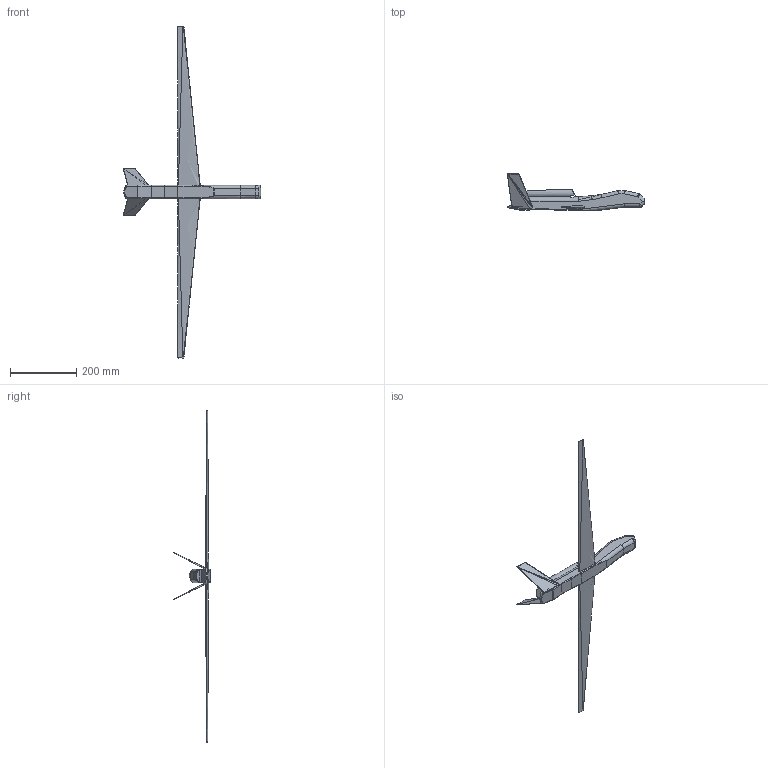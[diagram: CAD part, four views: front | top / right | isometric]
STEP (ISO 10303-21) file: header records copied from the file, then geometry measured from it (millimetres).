
FILE_DESCRIPTION(/* description */ (''),/* implementation_level */ '2;1');
FILE_NAME(/* name */ 'globalhawkModel.step',/* time_stamp */ '2017-10-13T18:52:21+01:00',/* author */ ('douthwaiteja'),/* organization */ (''),/* preprocessor_version */ 'ST-DEVELOPER v16.13',/* originating_system */ 'Autodesk Translation Framework v6.5.0.72',/* authorisation */ '');
FILE_SCHEMA (('AUTOMOTIVE_DESIGN { 1 0 10303 214 3 1 1 }'));
Length unit declared in the file: millimetre
Products named in the file (1): droneModelv1 v2
Bounding box: 413.7 x 111.25 x 1000 mm (x, y, z)
Volume: 926467.3 mm3; surface area: 179353.6 mm2
Topology: 1 solids, 1 shells, 121 faces, 298 edges, 181 vertices
Faces by surface type: cylinder 47, plane 37, bspline 21, sphere 12, torus 4
Entity records: 4753 total; most frequent: CARTESIAN_POINT 1909, ORIENTED_EDGE 592, DIRECTION 587, EDGE_CURVE 296, AXIS2_PLACEMENT_3D 224, VERTEX_POINT 181, LINE 139, VECTOR 139
